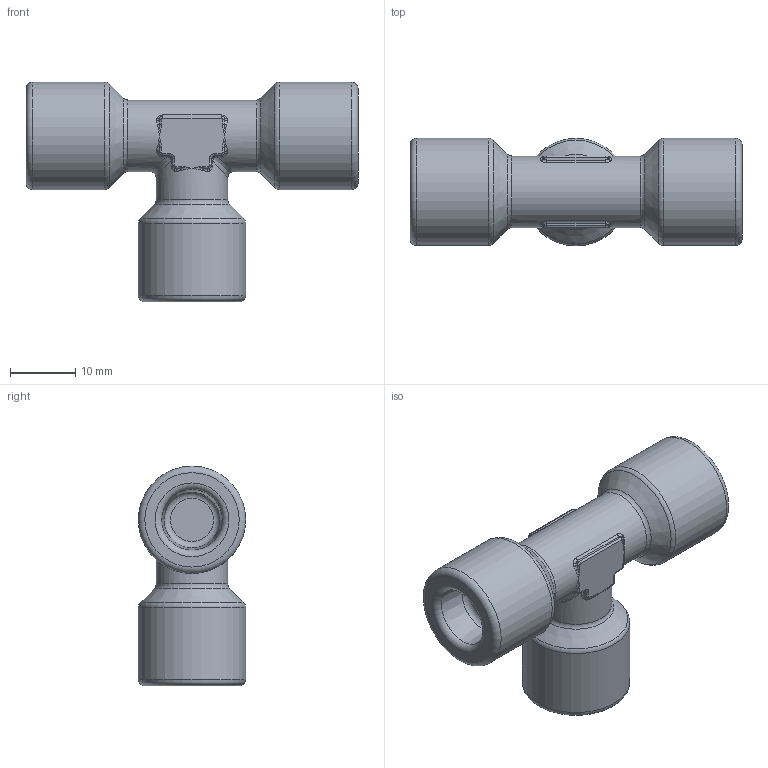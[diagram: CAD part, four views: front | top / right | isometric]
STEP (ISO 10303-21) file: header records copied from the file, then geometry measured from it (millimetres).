
FILE_DESCRIPTION(/* description */ ('Unknown'),/* implementation_level */ '2;1');
FILE_NAME(/* name */ 'T4 Поковка T-образная',/* time_stamp */ '2025-01-10T12:48:22+03:00',/* author */ ('Unknown'),/* organization */ ('Unknown'),/* preprocessor_version */ 'ST-DEVELOPER v18.1',/* originating_system */ 'Solid Edge',/* authorisation */ 'Unknown');
FILE_SCHEMA (('AUTOMOTIVE_DESIGN {1 0 10303 214 3 1 1}'));
Length unit declared in the file: millimetre
Products named in the file (1): T4 Ïîêîâêà T-îáðàçíàÿ
Bounding box: 51 x 16.5 x 33.75 mm (x, y, z)
Volume: 10600.1 mm3; surface area: 4252.5 mm2
Topology: 1 solids, 1 shells, 182 faces, 440 edges, 236 vertices
Faces by surface type: bspline 70, cylinder 53, torus 31, plane 18, cone 6, sphere 4
Full cylindrical faces by diameter (mm): 11 x2, 16.5 x3
Entity records: 5528 total; most frequent: CARTESIAN_POINT 2037, ORIENTED_EDGE 748, DIRECTION 654, EDGE_CURVE 374, AXIS2_PLACEMENT_3D 291, VERTEX_POINT 224, EDGE_LOOP 212, FACE_BOUND 212
